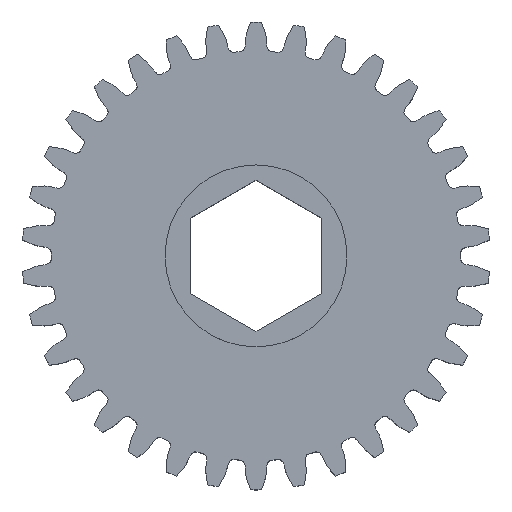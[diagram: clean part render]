
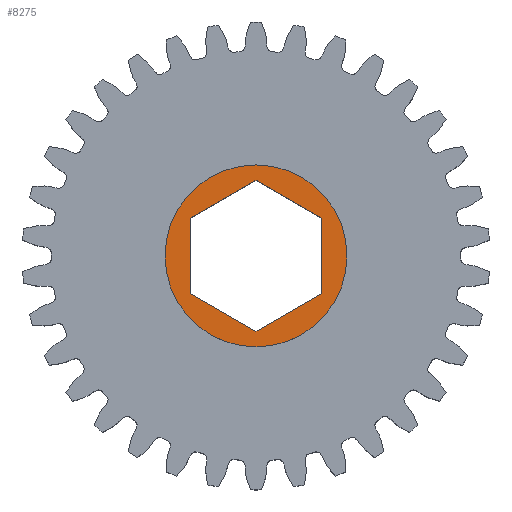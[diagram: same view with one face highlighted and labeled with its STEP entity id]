
A CAD part, top view. The second image highlights one B-rep face of the part: STEP entity #8275.
In plain terms, the highlighted planar face has unit normal (0, 0, 1).
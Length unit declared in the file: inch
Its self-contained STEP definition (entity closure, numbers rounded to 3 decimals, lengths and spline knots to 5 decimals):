
#668 = AXIS2_PLACEMENT_3D ( 'NONE', #3687, #3688, #3689 ) ;
#695 = AXIS2_PLACEMENT_3D ( 'NONE', #14014, #14019, #14020 ) ;
#701 = AXIS2_PLACEMENT_3D ( 'NONE', #5272, #5273, #5274 ) ;
#718 = EDGE_CURVE ( 'NONE', #2546, #10410, #9288, .T. ) ;
#808 = EDGE_CURVE ( 'NONE', #10397, #10449, #9259, .T. ) ;
#809 = EDGE_CURVE ( 'NONE', #10449, #2559, #9258, .T. ) ;
#810 = EDGE_CURVE ( 'NONE', #2559, #10433, #9254, .T. ) ;
#811 = EDGE_CURVE ( 'NONE', #10433, #10408, #9252, .T. ) ;
#813 = EDGE_CURVE ( 'NONE', #10408, #10416, #9248, .T. ) ;
#1685 = EDGE_CURVE ( 'NONE', #10410, #2546, #9074, .T. ) ;
#1686 = EDGE_CURVE ( 'NONE', #10416, #10397, #9073, .T. ) ;
#2212 = EDGE_LOOP ( 'NONE', ( #9394, #9395, #9396, #9397, #9398, #9399 ) ) ;
#2401 = EDGE_LOOP ( 'NONE', ( #9400, #9401 ) ) ;
#2546 = VERTEX_POINT ( 'NONE', #3716 ) ;
#2559 = VERTEX_POINT ( 'NONE', #3728 ) ;
#3680 = CARTESIAN_POINT ( 'NONE',  ( -0.2515, -0.1452, 0.249 ) ) ;
#3681 = DIRECTION ( 'NONE',  ( 0., 1., 0. ) ) ;
#3687 = CARTESIAN_POINT ( 'NONE',  ( 0., 0., 0.249 ) ) ;
#3688 = DIRECTION ( 'NONE',  ( 0., 0., 1. ) ) ;
#3689 = DIRECTION ( 'NONE',  ( 1., 0., 0. ) ) ;
#3716 = CARTESIAN_POINT ( 'NONE',  ( 0.35, 0., 0.249 ) ) ;
#3728 = CARTESIAN_POINT ( 'NONE',  ( 0.2515, 0.1452, 0.249 ) ) ;
#5272 = CARTESIAN_POINT ( 'NONE',  ( 0., 0., 0.249 ) ) ;
#5273 = DIRECTION ( 'NONE',  ( 0., 0., 1. ) ) ;
#5274 = DIRECTION ( 'NONE',  ( 1., 0., 0. ) ) ;
#8275 = ADVANCED_FACE ( 'NONE', ( #9053, #9045 ), #14017, .T. ) ;
#8760 = CARTESIAN_POINT ( 'NONE',  ( -0.2515, 0.1452, 0.249 ) ) ;
#8761 = DIRECTION ( 'NONE',  ( 0.866, 0.5, 0. ) ) ;
#8766 = CARTESIAN_POINT ( 'NONE',  ( 0., 0.29041, 0.249 ) ) ;
#8771 = DIRECTION ( 'NONE',  ( 0.866, -0.5, 0. ) ) ;
#8772 = CARTESIAN_POINT ( 'NONE',  ( 0.2515, 0.1452, 0.249 ) ) ;
#8773 = DIRECTION ( 'NONE',  ( 0., -1., 0. ) ) ;
#8774 = CARTESIAN_POINT ( 'NONE',  ( 0.2515, -0.1452, 0.249 ) ) ;
#8775 = DIRECTION ( 'NONE',  ( -0.866, -0.5, 0. ) ) ;
#8778 = CARTESIAN_POINT ( 'NONE',  ( 0., -0.29041, 0.249 ) ) ;
#8779 = DIRECTION ( 'NONE',  ( -0.866, 0.5, 0. ) ) ;
#9045 = FACE_OUTER_BOUND ( 'NONE', #2401, .T. ) ;
#9053 = FACE_BOUND ( 'NONE', #2212, .T. ) ;
#9071 = VECTOR ( 'NONE', #3681, 39.37008 ) ;
#9073 = LINE ( 'NONE', #3680, #9071 ) ;
#9074 = CIRCLE ( 'NONE', #668, 0.35 ) ;
#9245 = VECTOR ( 'NONE', #8779, 39.37008 ) ;
#9248 = LINE ( 'NONE', #8778, #9245 ) ;
#9249 = VECTOR ( 'NONE', #8775, 39.37008 ) ;
#9251 = VECTOR ( 'NONE', #8773, 39.37008 ) ;
#9252 = LINE ( 'NONE', #8774, #9249 ) ;
#9253 = VECTOR ( 'NONE', #8771, 39.37008 ) ;
#9254 = LINE ( 'NONE', #8772, #9251 ) ;
#9255 = VECTOR ( 'NONE', #8761, 39.37008 ) ;
#9258 = LINE ( 'NONE', #8766, #9253 ) ;
#9259 = LINE ( 'NONE', #8760, #9255 ) ;
#9288 = CIRCLE ( 'NONE', #701, 0.35 ) ;
#9394 = ORIENTED_EDGE ( 'NONE', *, *, #1686, .T. ) ;
#9395 = ORIENTED_EDGE ( 'NONE', *, *, #808, .T. ) ;
#9396 = ORIENTED_EDGE ( 'NONE', *, *, #809, .T. ) ;
#9397 = ORIENTED_EDGE ( 'NONE', *, *, #810, .T. ) ;
#9398 = ORIENTED_EDGE ( 'NONE', *, *, #811, .T. ) ;
#9399 = ORIENTED_EDGE ( 'NONE', *, *, #813, .T. ) ;
#9400 = ORIENTED_EDGE ( 'NONE', *, *, #1685, .T. ) ;
#9401 = ORIENTED_EDGE ( 'NONE', *, *, #718, .T. ) ;
#10397 = VERTEX_POINT ( 'NONE', #14057 ) ;
#10408 = VERTEX_POINT ( 'NONE', #14047 ) ;
#10410 = VERTEX_POINT ( 'NONE', #14068 ) ;
#10416 = VERTEX_POINT ( 'NONE', #14048 ) ;
#10433 = VERTEX_POINT ( 'NONE', #14090 ) ;
#10449 = VERTEX_POINT ( 'NONE', #14096 ) ;
#14014 = CARTESIAN_POINT ( 'NONE',  ( 0., 0., 0.249 ) ) ;
#14017 = PLANE ( 'NONE',  #695 ) ;
#14019 = DIRECTION ( 'NONE',  ( 0., 0., 1. ) ) ;
#14020 = DIRECTION ( 'NONE',  ( 1., 0., 0. ) ) ;
#14047 = CARTESIAN_POINT ( 'NONE',  ( 0., -0.29041, 0.249 ) ) ;
#14048 = CARTESIAN_POINT ( 'NONE',  ( -0.2515, -0.1452, 0.249 ) ) ;
#14057 = CARTESIAN_POINT ( 'NONE',  ( -0.2515, 0.1452, 0.249 ) ) ;
#14068 = CARTESIAN_POINT ( 'NONE',  ( -0.35, 0., 0.249 ) ) ;
#14090 = CARTESIAN_POINT ( 'NONE',  ( 0.2515, -0.1452, 0.249 ) ) ;
#14096 = CARTESIAN_POINT ( 'NONE',  ( 0., 0.29041, 0.249 ) ) ;
